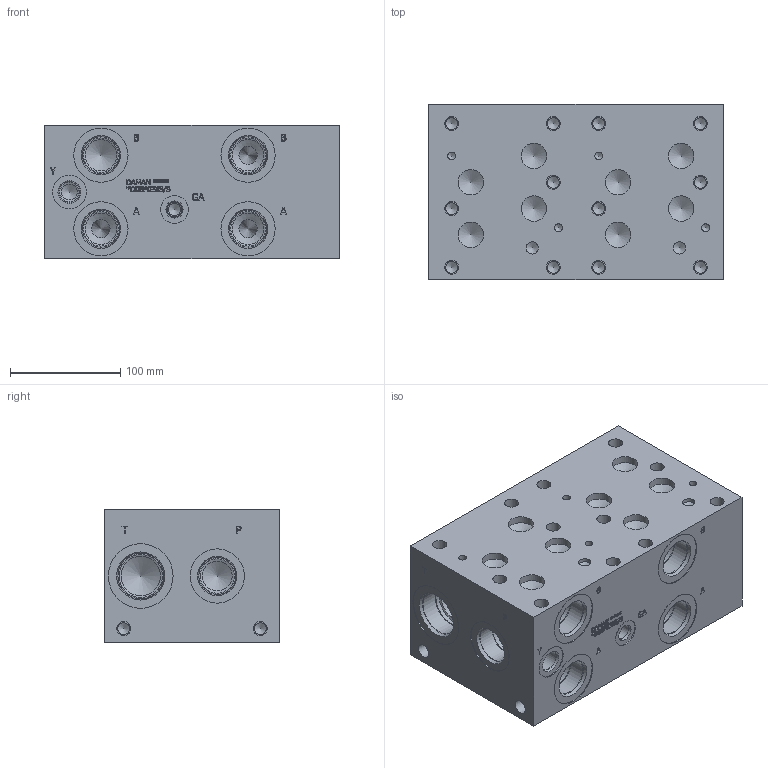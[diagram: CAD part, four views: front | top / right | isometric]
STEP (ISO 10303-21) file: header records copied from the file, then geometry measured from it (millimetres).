
FILE_DESCRIPTION(/* description */ (''),/* implementation_level */ '2;1');
FILE_NAME(/* name */ '_D08P025S_S.stp',/* time_stamp */ '2020-04-16T13:06:30-04:00',/* author */ ('devonn'),/* organization */ (''),/* preprocessor_version */ 'ST-DEVELOPER v17',/* originating_system */ 'Autodesk Inventor 2019',/* authorisation */ '');
FILE_SCHEMA (('AUTOMOTIVE_DESIGN { 1 0 10303 214 3 1 1 }'));
Length unit declared in the file: millimetre
Products named in the file (1): Part_DD08P025S~S_3D
Bounding box: 266.7 x 158.75 x 120.65 mm (x, y, z)
Volume: 4690205.6 mm3; surface area: 253123.1 mm2
Topology: 1 solids, 1 shells, 747 faces, 2027 edges, 1371 vertices
Faces by surface type: plane 378, bspline 181, cylinder 107, cone 81
Full cylindrical faces by diameter (mm): 7.137 x4, 10.719 x17, 11.113 x1, 11.125 x1, 12.7 x16, 12.9 x1, 14.275 x1, 14.3 x1, 14.529 x1, 17.475 x1, 17.501 x1, 19.05 x1, 19.253 x1, 22.225 x1, 23.012 x7, 23.017 x1, 23.698 x1, 25.019 x1, 25.4 x1, 26.187 x1, 26.975 x2, 27.381 x1, 28.575 x4, 30.632 x1, 31.267 x6, 33.325 x1, 33.34 x2, 33.35 x4, 33.757 x6, 35.509 x4
Entity records: 24903 total; most frequent: CARTESIAN_POINT 6458, ORIENTED_EDGE 3972, DIRECTION 3152, EDGE_CURVE 1986, VERTEX_POINT 1371, LINE 1230, VECTOR 1230, AXIS2_PLACEMENT_3D 961
